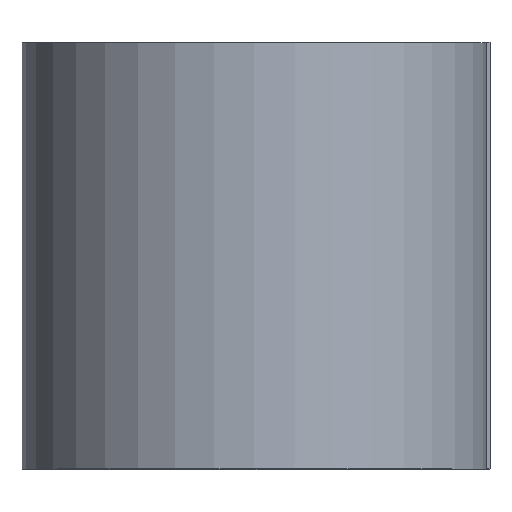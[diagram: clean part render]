
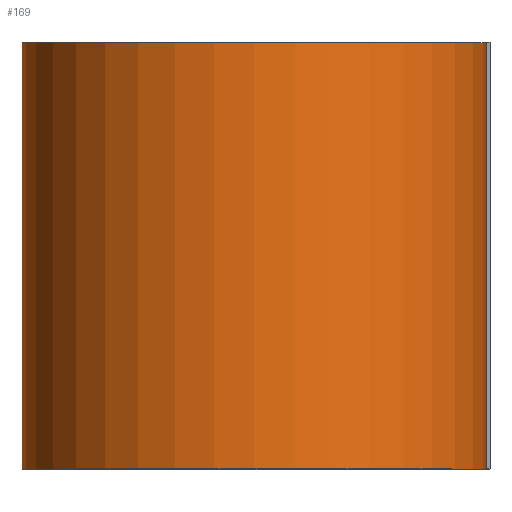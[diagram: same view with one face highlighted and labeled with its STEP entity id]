
A CAD part, top view. The second image highlights one B-rep face of the part: STEP entity #169.
In plain terms, the highlighted cylindrical face has radius 5.45 mm (diameter 10.9 mm), a partial arc.
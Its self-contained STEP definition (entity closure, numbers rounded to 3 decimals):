
#169 = ADVANCED_FACE ( 'NONE', ( #2971 ), #4532, .T. ) ;
#299 = CARTESIAN_POINT ( 'NONE',  ( 5.41, 10., 0. ) ) ;
#330 = VERTEX_POINT ( 'NONE', #1152 ) ;
#400 = EDGE_CURVE ( 'NONE', #602, #330, #1273, .T. ) ;
#464 = AXIS2_PLACEMENT_3D ( 'NONE', #1019, #2999, #1076 ) ;
#602 = VERTEX_POINT ( 'NONE', #299 ) ;
#764 = ORIENTED_EDGE ( 'NONE', *, *, #400, .F. ) ;
#805 = CIRCLE ( 'NONE', #3430, 5.45 ) ;
#919 = EDGE_CURVE ( 'NONE', #330, #2729, #805, .T. ) ;
#927 = VERTEX_POINT ( 'NONE', #4604 ) ;
#981 = DIRECTION ( 'NONE',  ( 1., 0., 0. ) ) ;
#1019 = CARTESIAN_POINT ( 'NONE',  ( -0.04, 10., 0. ) ) ;
#1076 = DIRECTION ( 'NONE',  ( 0., 0., -1. ) ) ;
#1152 = CARTESIAN_POINT ( 'NONE',  ( 5.41, 0., 0. ) ) ;
#1273 = LINE ( 'NONE', #2500, #5046 ) ;
#1388 = CARTESIAN_POINT ( 'NONE',  ( -0.04, 0., 0. ) ) ;
#1614 = DIRECTION ( 'NONE',  ( 0., -1., 0. ) ) ;
#1663 = VECTOR ( 'NONE', #1614, 1000. ) ;
#1748 = CIRCLE ( 'NONE', #4126, 5.45 ) ;
#2027 = CARTESIAN_POINT ( 'NONE',  ( -5.49, 10., 0. ) ) ;
#2036 = DIRECTION ( 'NONE',  ( 0., -1., 0. ) ) ;
#2443 = ORIENTED_EDGE ( 'NONE', *, *, #3930, .T. ) ;
#2468 = CARTESIAN_POINT ( 'NONE',  ( -5.49, 0., 0. ) ) ;
#2500 = CARTESIAN_POINT ( 'NONE',  ( 5.41, 10., 0. ) ) ;
#2566 = DIRECTION ( 'NONE',  ( 0., -1., 0. ) ) ;
#2729 = VERTEX_POINT ( 'NONE', #2468 ) ;
#2787 = EDGE_LOOP ( 'NONE', ( #3811, #764, #4541, #2443 ) ) ;
#2971 = FACE_OUTER_BOUND ( 'NONE', #2787, .T. ) ;
#2999 = DIRECTION ( 'NONE',  ( 0., -1., 0. ) ) ;
#3372 = CARTESIAN_POINT ( 'NONE',  ( -0.04, 10., 0. ) ) ;
#3430 = AXIS2_PLACEMENT_3D ( 'NONE', #1388, #2566, #4122 ) ;
#3811 = ORIENTED_EDGE ( 'NONE', *, *, #919, .F. ) ;
#3930 = EDGE_CURVE ( 'NONE', #927, #2729, #3932, .T. ) ;
#3932 = LINE ( 'NONE', #2027, #1663 ) ;
#4122 = DIRECTION ( 'NONE',  ( 1., 0., 0. ) ) ;
#4126 = AXIS2_PLACEMENT_3D ( 'NONE', #3372, #4489, #981 ) ;
#4210 = EDGE_CURVE ( 'NONE', #602, #927, #1748, .T. ) ;
#4489 = DIRECTION ( 'NONE',  ( 0., -1., 0. ) ) ;
#4532 = CYLINDRICAL_SURFACE ( 'NONE', #464, 5.45 ) ;
#4541 = ORIENTED_EDGE ( 'NONE', *, *, #4210, .T. ) ;
#4604 = CARTESIAN_POINT ( 'NONE',  ( -5.49, 10., 0. ) ) ;
#5046 = VECTOR ( 'NONE', #2036, 1000. ) ;
